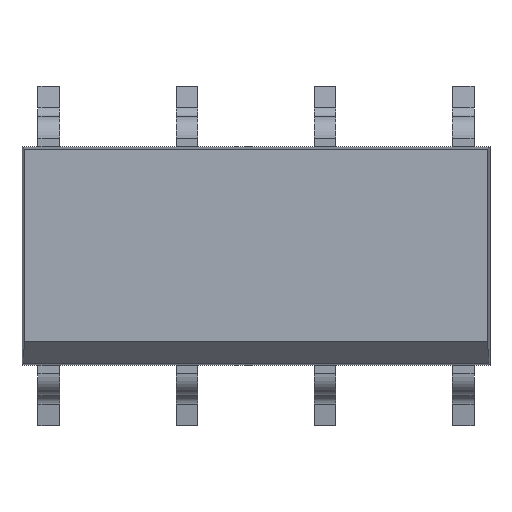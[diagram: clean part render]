
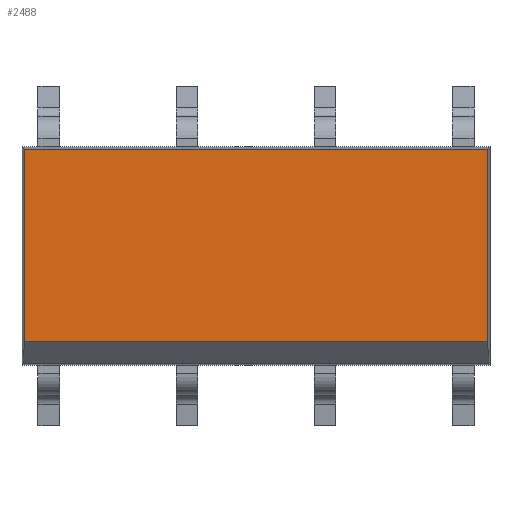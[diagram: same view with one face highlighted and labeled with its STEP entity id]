
A CAD part, top view. The second image highlights one B-rep face of the part: STEP entity #2488.
In plain terms, the highlighted planar face has unit normal (0, 0, 1).
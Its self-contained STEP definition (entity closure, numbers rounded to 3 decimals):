
#2396 = VERTEX_POINT('',#2397);
#2397 = CARTESIAN_POINT('',(4.254,1.959,1.59
    ));
#2403 = EDGE_CURVE('',#2404,#2396,#2406,.T.);
#2404 = VERTEX_POINT('',#2405);
#2405 = CARTESIAN_POINT('',(4.254,-1.571,
    1.59));
#2406 = LINE('',#2407,#2408);
#2407 = CARTESIAN_POINT('',(4.254,-2.01,1.59)
  );
#2408 = VECTOR('',#2409,1.);
#2409 = DIRECTION('',(0.,1.,0.));
#2429 = VERTEX_POINT('',#2430);
#2430 = CARTESIAN_POINT('',(-4.254,1.959,
    1.59));
#2436 = EDGE_CURVE('',#2429,#2396,#2437,.T.);
#2437 = LINE('',#2438,#2439);
#2438 = CARTESIAN_POINT('',(4.301,1.959,1.59));
#2439 = VECTOR('',#2440,1.);
#2440 = DIRECTION('',(1.,0.,0.));
#2451 = VERTEX_POINT('',#2452);
#2452 = CARTESIAN_POINT('',(-4.254,-1.571,
    1.59));
#2458 = EDGE_CURVE('',#2429,#2451,#2459,.T.);
#2459 = LINE('',#2460,#2461);
#2460 = CARTESIAN_POINT('',(-4.254,-2.01,1.59
    ));
#2461 = VECTOR('',#2462,1.);
#2462 = DIRECTION('',(0.,-1.,0.));
#2476 = EDGE_CURVE('',#2404,#2451,#2477,.T.);
#2477 = LINE('',#2478,#2479);
#2478 = CARTESIAN_POINT('',(4.301,-1.571,1.59));
#2479 = VECTOR('',#2480,1.);
#2480 = DIRECTION('',(-1.,0.,0.));
#2488 = ADVANCED_FACE('',(#2489),#2495,.T.);
#2489 = FACE_BOUND('',#2490,.T.);
#2490 = EDGE_LOOP('',(#2491,#2492,#2493,#2494));
#2491 = ORIENTED_EDGE('',*,*,#2403,.T.);
#2492 = ORIENTED_EDGE('',*,*,#2436,.F.);
#2493 = ORIENTED_EDGE('',*,*,#2458,.T.);
#2494 = ORIENTED_EDGE('',*,*,#2476,.F.);
#2495 = PLANE('',#2496);
#2496 = AXIS2_PLACEMENT_3D('',#2497,#2498,#2499);
#2497 = CARTESIAN_POINT('',(4.301,0.194,1.59));
#2498 = DIRECTION('',(0.,0.,1.));
#2499 = DIRECTION('',(0.,-1.,0.));
